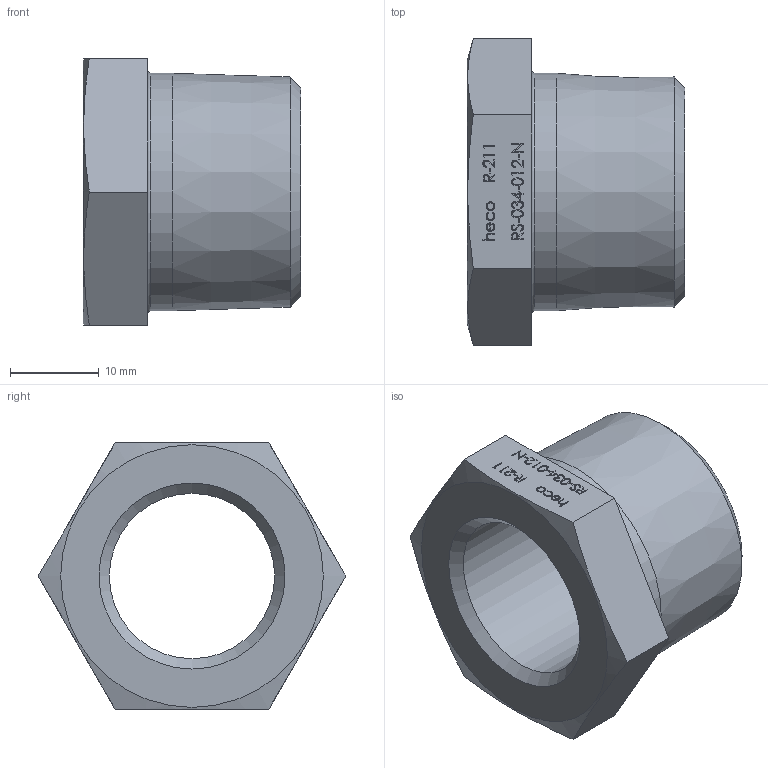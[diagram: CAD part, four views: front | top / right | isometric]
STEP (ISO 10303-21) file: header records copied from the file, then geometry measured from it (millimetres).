
FILE_DESCRIPTION (( 'STEP AP214' ), '1' );
FILE_NAME ('RS-034-012-N R-211 Reduzierstück 2011.STEP', '2020-11-09T10:15:06', ( '' ), ( '' ), 'SwSTEP 2.0', 'SolidWorks 2019', '' );
FILE_SCHEMA (( 'AUTOMOTIVE_DESIGN' ));
Length unit declared in the file: millimetre
Products named in the file (1): RS-034-012-N R-211 Reduzierstück 2011
Bounding box: 24.5 x 34.64 x 30.01 mm (x, y, z)
Volume: 8250.7 mm3; surface area: 4427.8 mm2
Topology: 1 solids, 1 shells, 258 faces, 677 edges, 450 vertices
Faces by surface type: plane 146, bspline 104, cone 5, cylinder 2, torus 1
Full cylindrical faces by diameter (mm): 18.631 x1, 26.753 x1
Entity records: 16179 total; most frequent: CARTESIAN_POINT 7960, ORIENTED_EDGE 1334, DIRECTION 773, EDGE_CURVE 667, VERTEX_POINT 448, VECTOR 443, LINE 443, EDGE_LOOP 297
